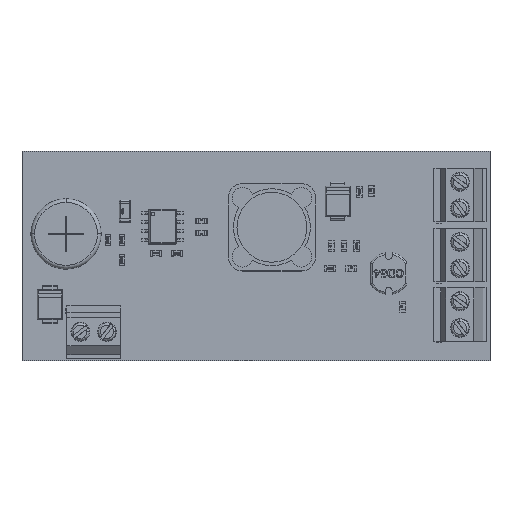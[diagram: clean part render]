
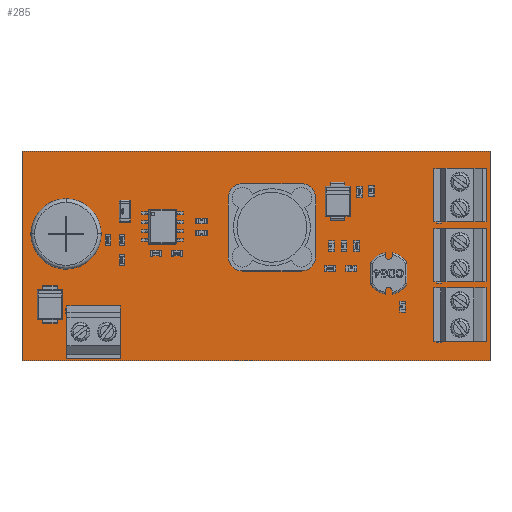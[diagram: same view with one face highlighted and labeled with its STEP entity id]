
A CAD part, top view. The second image highlights one B-rep face of the part: STEP entity #285.
In plain terms, the highlighted planar face has unit normal (0, 0, 1).
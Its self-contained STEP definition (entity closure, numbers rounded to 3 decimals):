
#156 = VERTEX_POINT('',#157);
#157 = CARTESIAN_POINT('',(0.,0.,0.411));
#163 = EDGE_CURVE('',#156,#164,#166,.T.);
#164 = VERTEX_POINT('',#165);
#165 = CARTESIAN_POINT('',(0.,30.,0.411));
#166 = LINE('',#167,#168);
#167 = CARTESIAN_POINT('',(0.,0.,0.411));
#168 = VECTOR('',#169,1.);
#169 = DIRECTION('',(0.,1.,0.));
#194 = EDGE_CURVE('',#164,#195,#197,.T.);
#195 = VERTEX_POINT('',#196);
#196 = CARTESIAN_POINT('',(67.,30.,0.411));
#197 = LINE('',#198,#199);
#198 = CARTESIAN_POINT('',(0.,30.,0.411));
#199 = VECTOR('',#200,1.);
#200 = DIRECTION('',(1.,0.,0.));
#225 = EDGE_CURVE('',#195,#226,#228,.T.);
#226 = VERTEX_POINT('',#227);
#227 = CARTESIAN_POINT('',(67.,0.,0.411));
#228 = LINE('',#229,#230);
#229 = CARTESIAN_POINT('',(67.,30.,0.411));
#230 = VECTOR('',#231,1.);
#231 = DIRECTION('',(0.,-1.,0.));
#256 = EDGE_CURVE('',#226,#156,#257,.T.);
#257 = LINE('',#258,#259);
#258 = CARTESIAN_POINT('',(67.,0.,0.411));
#259 = VECTOR('',#260,1.);
#260 = DIRECTION('',(-1.,0.,0.));
#285 = ADVANCED_FACE('',(#286),#292,.F.);
#286 = FACE_BOUND('',#287,.F.);
#287 = EDGE_LOOP('',(#288,#289,#290,#291));
#288 = ORIENTED_EDGE('',*,*,#163,.T.);
#289 = ORIENTED_EDGE('',*,*,#194,.T.);
#290 = ORIENTED_EDGE('',*,*,#225,.T.);
#291 = ORIENTED_EDGE('',*,*,#256,.T.);
#292 = PLANE('',#293);
#293 = AXIS2_PLACEMENT_3D('',#294,#295,#296);
#294 = CARTESIAN_POINT('',(33.5,15.,0.411));
#295 = DIRECTION('',(-0.,-0.,-1.));
#296 = DIRECTION('',(-1.,0.,0.));
